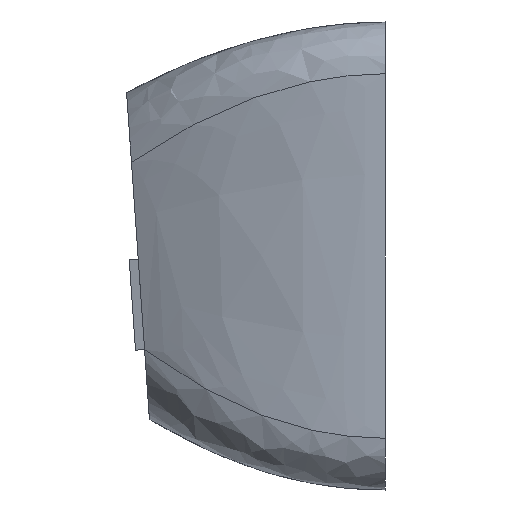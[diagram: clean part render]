
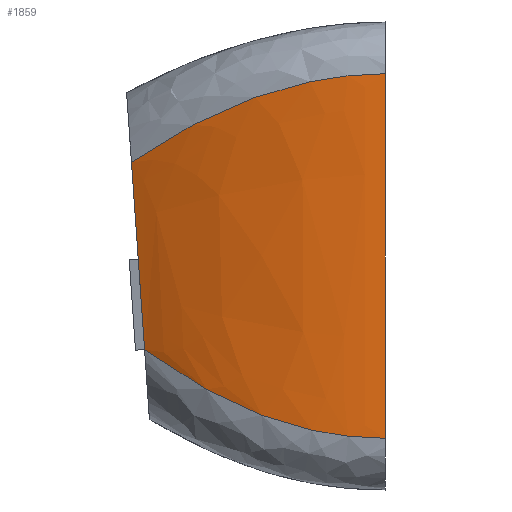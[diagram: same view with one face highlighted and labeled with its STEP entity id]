
A CAD part, left-side view. The second image highlights one B-rep face of the part: STEP entity #1859.
In plain terms, the highlighted free-form (B-spline) face has degree [3, 3] with [4, 4] control points.
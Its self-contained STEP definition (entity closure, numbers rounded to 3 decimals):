
#32=B_SPLINE_SURFACE_WITH_KNOTS('',3,3,((#3243,#3244,#3245,#3246),(#3247,
#3248,#3249,#3250),(#3251,#3252,#3253,#3254),(#3255,#3256,#3257,#3258)),
 .UNSPECIFIED.,.F.,.F.,.F.,(4,4),(4,4),(0.,1.),(0.,1.),.UNSPECIFIED.);
#83=B_SPLINE_CURVE_WITH_KNOTS('',3,(#3235,#3236,#3237,#3238),
 .UNSPECIFIED.,.F.,.F.,(4,4),(0.,1.),.UNSPECIFIED.);
#85=B_SPLINE_CURVE_WITH_KNOTS('',3,(#3259,#3260,#3261,#3262),
 .UNSPECIFIED.,.F.,.F.,(4,4),(0.,1.),.UNSPECIFIED.);
#130=FACE_OUTER_BOUND('',#236,.T.);
#236=EDGE_LOOP('',(#1428,#1429,#1430,#1431));
#384=LINE('',#2733,#608);
#385=LINE('',#3203,#609);
#608=VECTOR('',#2183,10.);
#609=VECTOR('',#2188,10.);
#811=VERTEX_POINT('',#2719);
#817=VERTEX_POINT('',#2731);
#827=VERTEX_POINT('',#3200);
#828=VERTEX_POINT('',#3202);
#1024=EDGE_CURVE('',#811,#817,#384,.T.);
#1042=EDGE_CURVE('',#827,#828,#385,.T.);
#1049=EDGE_CURVE('',#811,#827,#83,.T.);
#1051=EDGE_CURVE('',#817,#828,#85,.T.);
#1428=ORIENTED_EDGE('',*,*,#1024,.T.);
#1429=ORIENTED_EDGE('',*,*,#1051,.T.);
#1430=ORIENTED_EDGE('',*,*,#1042,.F.);
#1431=ORIENTED_EDGE('',*,*,#1049,.F.);
#1859=ADVANCED_FACE('',(#130),#32,.T.);
#2183=DIRECTION('',(0.,-0.07,-0.998));
#2188=DIRECTION('',(0.,0.,-1.));
#2719=CARTESIAN_POINT('',(2.7,9.82,12.669));
#2731=CARTESIAN_POINT('',(2.7,9.314,5.431));
#2733=CARTESIAN_POINT('',(2.7,9.82,12.669));
#3200=CARTESIAN_POINT('',(0.,0.,16.1));
#3202=CARTESIAN_POINT('',(0.,0.,2.));
#3203=CARTESIAN_POINT('',(0.,0.,16.1));
#3235=CARTESIAN_POINT('Ctrl Pts',(2.7,9.82,12.669));
#3236=CARTESIAN_POINT('Ctrl Pts',(0.9,6.547,14.956));
#3237=CARTESIAN_POINT('Ctrl Pts',(0.,3.189,
16.1));
#3238=CARTESIAN_POINT('Ctrl Pts',(0.,0.,16.1));
#3243=CARTESIAN_POINT('Ctrl Pts',(2.7,9.82,12.669));
#3244=CARTESIAN_POINT('Ctrl Pts',(0.9,6.547,14.956));
#3245=CARTESIAN_POINT('Ctrl Pts',(0.,3.189,
16.1));
#3246=CARTESIAN_POINT('Ctrl Pts',(0.,0.,16.1));
#3247=CARTESIAN_POINT('Ctrl Pts',(2.7,9.722,11.259));
#3248=CARTESIAN_POINT('Ctrl Pts',(0.939,6.481,13.324));
#3249=CARTESIAN_POINT('Ctrl Pts',(0.,3.189,
15.053));
#3250=CARTESIAN_POINT('Ctrl Pts',(0.,0.,15.053));
#3251=CARTESIAN_POINT('Ctrl Pts',(2.7,9.413,6.841));
#3252=CARTESIAN_POINT('Ctrl Pts',(0.939,6.275,4.776));
#3253=CARTESIAN_POINT('Ctrl Pts',(0.,3.189,
3.047));
#3254=CARTESIAN_POINT('Ctrl Pts',(0.,0.,3.047));
#3255=CARTESIAN_POINT('Ctrl Pts',(2.7,9.314,5.431));
#3256=CARTESIAN_POINT('Ctrl Pts',(0.9,6.209,3.144));
#3257=CARTESIAN_POINT('Ctrl Pts',(0.,3.189,
2.));
#3258=CARTESIAN_POINT('Ctrl Pts',(0.,0.,2.));
#3259=CARTESIAN_POINT('Ctrl Pts',(2.7,9.314,5.431));
#3260=CARTESIAN_POINT('Ctrl Pts',(0.9,6.209,3.144));
#3261=CARTESIAN_POINT('Ctrl Pts',(0.,3.189,
2.));
#3262=CARTESIAN_POINT('Ctrl Pts',(0.,0.,2.));
